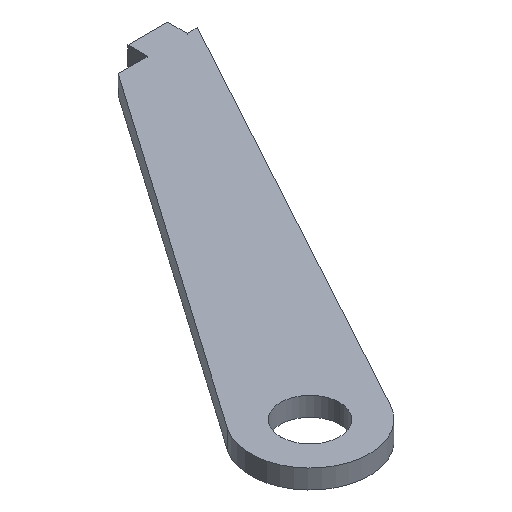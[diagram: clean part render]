
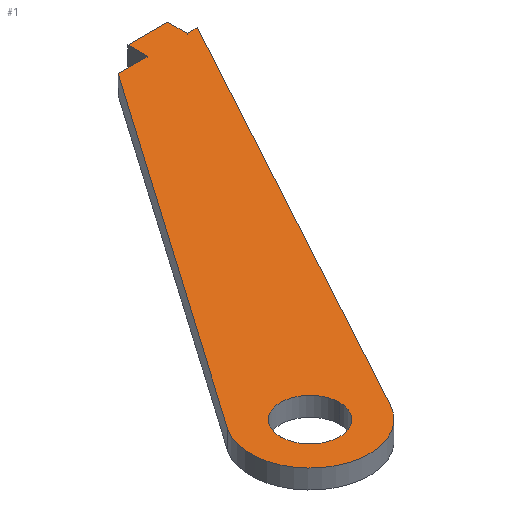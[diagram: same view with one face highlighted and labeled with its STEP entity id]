
A CAD part, isometric view. The second image highlights one B-rep face of the part: STEP entity #1.
In plain terms, the highlighted planar face has unit normal (0, 0, 1).
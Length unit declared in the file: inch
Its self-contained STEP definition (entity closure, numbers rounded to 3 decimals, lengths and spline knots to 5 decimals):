
#1 = ADVANCED_FACE ( 'NONE', ( #380, #34 ), #112, .T. ) ;
#7 = EDGE_CURVE ( 'NONE', #412, #325, #128, .T. ) ;
#8 = DIRECTION ( 'NONE',  ( 1., 0., 0. ) ) ;
#17 = VERTEX_POINT ( 'NONE', #182 ) ;
#19 = LINE ( 'NONE', #156, #54 ) ;
#32 = DIRECTION ( 'NONE',  ( 0., 1., 0. ) ) ;
#34 = FACE_OUTER_BOUND ( 'NONE', #204, .T. ) ;
#36 = CARTESIAN_POINT ( 'NONE',  ( -1.6, -2.625, 0. ) ) ;
#39 = AXIS2_PLACEMENT_3D ( 'NONE', #36, #113, #273 ) ;
#41 = CARTESIAN_POINT ( 'NONE',  ( -1.6, -2.625, 0. ) ) ;
#42 = EDGE_CURVE ( 'NONE', #240, #402, #287, .T. ) ;
#46 = AXIS2_PLACEMENT_3D ( 'NONE', #41, #144, #417 ) ;
#48 = LINE ( 'NONE', #316, #73 ) ;
#51 = ORIENTED_EDGE ( 'NONE', *, *, #7, .T. ) ;
#54 = VECTOR ( 'NONE', #194, 39.37008 ) ;
#66 = CARTESIAN_POINT ( 'NONE',  ( -1.4125, -2.625, 0. ) ) ;
#73 = VECTOR ( 'NONE', #81, 39.37008 ) ;
#75 = ORIENTED_EDGE ( 'NONE', *, *, #42, .T. ) ;
#81 = DIRECTION ( 'NONE',  ( -1., 0., 0. ) ) ;
#94 = ORIENTED_EDGE ( 'NONE', *, *, #148, .T. ) ;
#104 = ORIENTED_EDGE ( 'NONE', *, *, #172, .T. ) ;
#107 = AXIS2_PLACEMENT_3D ( 'NONE', #317, #244, #8 ) ;
#109 = VERTEX_POINT ( 'NONE', #157 ) ;
#112 = PLANE ( 'NONE',  #107 ) ;
#113 = DIRECTION ( 'NONE',  ( 0., 0., 1. ) ) ;
#118 = DIRECTION ( 'NONE',  ( -0.572, -0.82, 0. ) ) ;
#121 = CARTESIAN_POINT ( 'NONE',  ( -1.7875, -2.625, 0. ) ) ;
#125 = VERTEX_POINT ( 'NONE', #219 ) ;
#128 = CIRCLE ( 'NONE', #46, 0.375 ) ;
#129 = CARTESIAN_POINT ( 'NONE',  ( 0.1875, -0.125, 0. ) ) ;
#134 = VERTEX_POINT ( 'NONE', #129 ) ;
#142 = VECTOR ( 'NONE', #118, 39.37008 ) ;
#144 = DIRECTION ( 'NONE',  ( 0., 0., 1. ) ) ;
#148 = EDGE_CURVE ( 'NONE', #402, #412, #185, .T. ) ;
#149 = CARTESIAN_POINT ( 'NONE',  ( -0.3125, -0.125, 0. ) ) ;
#156 = CARTESIAN_POINT ( 'NONE',  ( -0.125, 0., 0. ) ) ;
#157 = CARTESIAN_POINT ( 'NONE',  ( 0.125, 0., 0. ) ) ;
#163 = EDGE_LOOP ( 'NONE', ( #371, #319 ) ) ;
#164 = CARTESIAN_POINT ( 'NONE',  ( -1.6, -2.625, 0. ) ) ;
#166 = VECTOR ( 'NONE', #209, 39.37008 ) ;
#171 = CARTESIAN_POINT ( 'NONE',  ( -0.125, 0., 0. ) ) ;
#172 = EDGE_CURVE ( 'NONE', #17, #109, #234, .T. ) ;
#182 = CARTESIAN_POINT ( 'NONE',  ( 0.125, -0.125, 0. ) ) ;
#185 = LINE ( 'NONE', #149, #142 ) ;
#188 = VERTEX_POINT ( 'NONE', #66 ) ;
#194 = DIRECTION ( 'NONE',  ( 0., -1., 0. ) ) ;
#204 = EDGE_LOOP ( 'NONE', ( #340, #75, #94, #51, #276, #206, #104, #329 ) ) ;
#206 = ORIENTED_EDGE ( 'NONE', *, *, #269, .T. ) ;
#209 = DIRECTION ( 'NONE',  ( 0.478, 0.878, 0. ) ) ;
#219 = CARTESIAN_POINT ( 'NONE',  ( -0.125, 0., 0. ) ) ;
#221 = DIRECTION ( 'NONE',  ( -1., 0., 0. ) ) ;
#228 = CARTESIAN_POINT ( 'NONE',  ( -0.125, -0.125, 0. ) ) ;
#232 = DIRECTION ( 'NONE',  ( 0., 0., 1. ) ) ;
#234 = LINE ( 'NONE', #265, #431 ) ;
#238 = CARTESIAN_POINT ( 'NONE',  ( 0.1875, -0.125, 0. ) ) ;
#240 = VERTEX_POINT ( 'NONE', #228 ) ;
#241 = EDGE_CURVE ( 'NONE', #188, #247, #388, .T. ) ;
#244 = DIRECTION ( 'NONE',  ( 0., 0., 1. ) ) ;
#245 = CARTESIAN_POINT ( 'NONE',  ( -0.3125, -0.125, 0. ) ) ;
#247 = VERTEX_POINT ( 'NONE', #121 ) ;
#265 = CARTESIAN_POINT ( 'NONE',  ( 0.125, 0., 0. ) ) ;
#269 = EDGE_CURVE ( 'NONE', #134, #17, #48, .T. ) ;
#270 = AXIS2_PLACEMENT_3D ( 'NONE', #164, #232, #366 ) ;
#273 = DIRECTION ( 'NONE',  ( 1., 0., 0. ) ) ;
#276 = ORIENTED_EDGE ( 'NONE', *, *, #419, .T. ) ;
#287 = LINE ( 'NONE', #323, #311 ) ;
#306 = CARTESIAN_POINT ( 'NONE',  ( -1.90751, -2.41038, 0. ) ) ;
#311 = VECTOR ( 'NONE', #221, 39.37008 ) ;
#313 = DIRECTION ( 'NONE',  ( -1., 0., 0. ) ) ;
#316 = CARTESIAN_POINT ( 'NONE',  ( 0.125, -0.125, 0. ) ) ;
#317 = CARTESIAN_POINT ( 'NONE',  ( -1.6, -2.625, 0. ) ) ;
#318 = CARTESIAN_POINT ( 'NONE',  ( -1.27062, -2.80426, 0. ) ) ;
#319 = ORIENTED_EDGE ( 'NONE', *, *, #433, .F. ) ;
#323 = CARTESIAN_POINT ( 'NONE',  ( -0.125, -0.125, 0. ) ) ;
#325 = VERTEX_POINT ( 'NONE', #318 ) ;
#329 = ORIENTED_EDGE ( 'NONE', *, *, #364, .T. ) ;
#340 = ORIENTED_EDGE ( 'NONE', *, *, #346, .T. ) ;
#345 = LINE ( 'NONE', #171, #437 ) ;
#346 = EDGE_CURVE ( 'NONE', #125, #240, #19, .T. ) ;
#364 = EDGE_CURVE ( 'NONE', #109, #125, #345, .T. ) ;
#366 = DIRECTION ( 'NONE',  ( 1., 0., 0. ) ) ;
#371 = ORIENTED_EDGE ( 'NONE', *, *, #241, .F. ) ;
#380 = FACE_BOUND ( 'NONE', #163, .T. ) ;
#388 = CIRCLE ( 'NONE', #270, 0.1875 ) ;
#402 = VERTEX_POINT ( 'NONE', #245 ) ;
#410 = LINE ( 'NONE', #238, #166 ) ;
#412 = VERTEX_POINT ( 'NONE', #306 ) ;
#417 = DIRECTION ( 'NONE',  ( 1., 0., 0. ) ) ;
#419 = EDGE_CURVE ( 'NONE', #325, #134, #410, .T. ) ;
#431 = VECTOR ( 'NONE', #32, 39.37008 ) ;
#433 = EDGE_CURVE ( 'NONE', #247, #188, #438, .T. ) ;
#437 = VECTOR ( 'NONE', #313, 39.37008 ) ;
#438 = CIRCLE ( 'NONE', #39, 0.1875 ) ;
